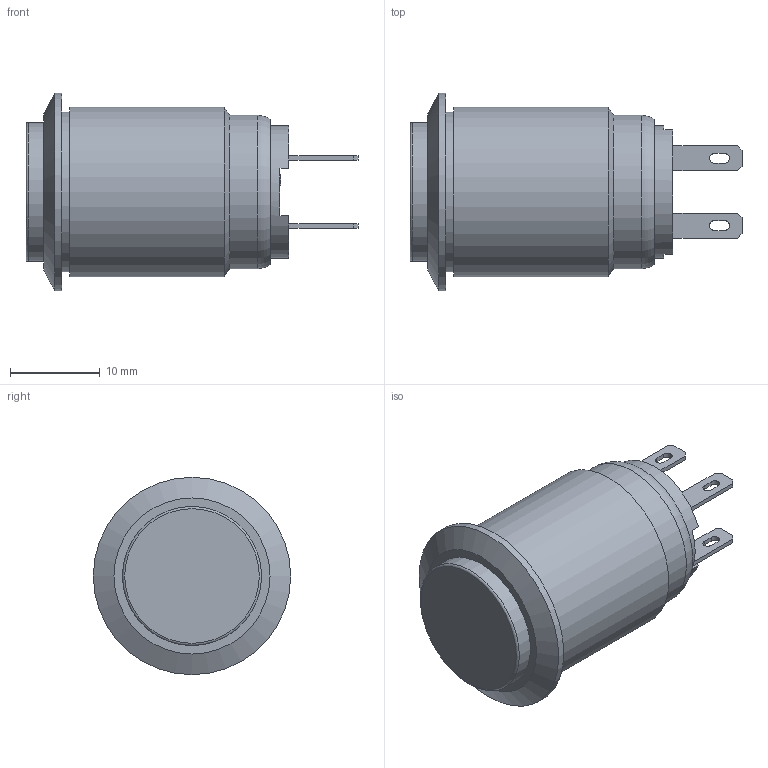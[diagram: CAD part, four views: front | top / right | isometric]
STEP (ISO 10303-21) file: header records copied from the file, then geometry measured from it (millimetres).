
FILE_DESCRIPTION(/* description */ (''),/* implementation_level */ '2;1');
FILE_NAME(/* name */ 'PV4H2Y0xx.stp',/* time_stamp */ '2026-01-15T12:03:00-06:00',/* author */ ('mroman'),/* organization */ (''),/* preprocessor_version */ 'ST-DEVELOPER v18.1',/* originating_system */ 'Autodesk Inventor 2022',/* authorisation */ '');
FILE_SCHEMA (('AUTOMOTIVE_DESIGN { 1 0 10303 214 3 1 1 }'));
Length unit declared in the file: inch
Products named in the file (1): PV4H2Y0xx
Bounding box: 37 x 22 x 22 mm (x, y, z)
Volume: 4105.3 mm3; surface area: 3982.8 mm2
Topology: 1 solids, 2 shells, 197 faces, 507 edges, 337 vertices
Faces by surface type: plane 143, bspline 31, cylinder 19, torus 2, cone 2
Full cylindrical faces by diameter (mm): 14.7 x1, 14.8 x1, 15.4 x1, 15.5 x1, 15.6 x1, 17.1 x1, 17.8 x1, 18.9 x1, 22 x1
Entity records: 6254 total; most frequent: CARTESIAN_POINT 1540, ORIENTED_EDGE 1014, DIRECTION 828, EDGE_CURVE 507, LINE 396, VECTOR 396, VERTEX_POINT 337, EDGE_LOOP 228
